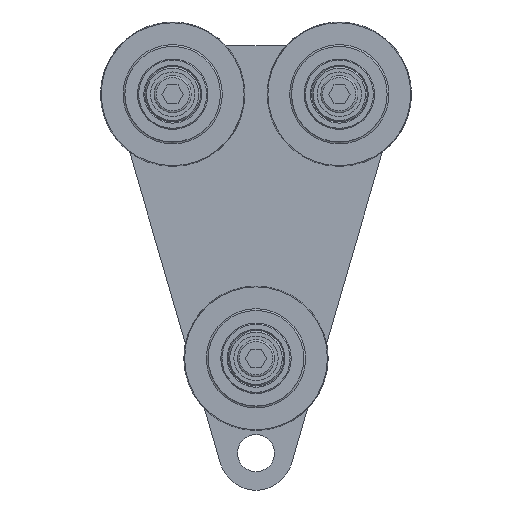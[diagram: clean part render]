
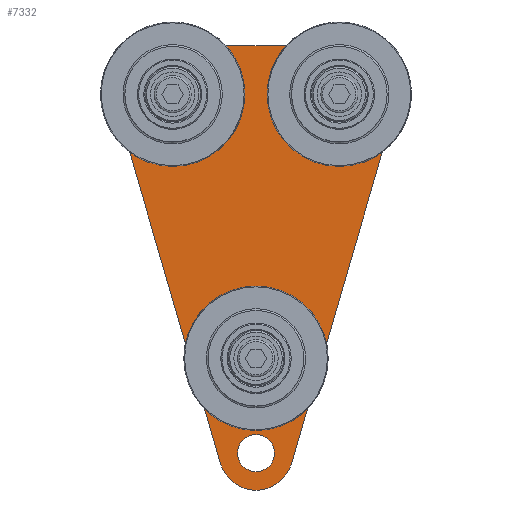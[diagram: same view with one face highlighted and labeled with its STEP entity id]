
A CAD part, front view. The second image highlights one B-rep face of the part: STEP entity #7332.
In plain terms, the highlighted planar face has unit normal (0, -1, 0).
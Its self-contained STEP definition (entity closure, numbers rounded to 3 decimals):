
#286=FACE_BOUND('',#1140,.T.);
#287=FACE_BOUND('',#1141,.T.);
#288=FACE_BOUND('',#1142,.T.);
#289=FACE_BOUND('',#1143,.T.);
#408=PLANE('',#7832);
#692=FACE_OUTER_BOUND('',#1139,.T.);
#1139=EDGE_LOOP('',(#4969,#4970,#4971,#4972,#4973,#4974));
#1140=EDGE_LOOP('',(#4975));
#1141=EDGE_LOOP('',(#4976));
#1142=EDGE_LOOP('',(#4977));
#1143=EDGE_LOOP('',(#4978));
#1708=LINE('',#11776,#2009);
#1709=LINE('',#11780,#2010);
#1710=LINE('',#11783,#2011);
#2009=VECTOR('',#9055,1.);
#2010=VECTOR('',#9058,1.);
#2011=VECTOR('',#9061,1.);
#2308=CIRCLE('',#7828,3.);
#2311=CIRCLE('',#7833,10.);
#2312=CIRCLE('',#7834,15.);
#2313=CIRCLE('',#7835,15.);
#2314=CIRCLE('',#7836,3.);
#2315=CIRCLE('',#7837,5.);
#2316=CIRCLE('',#7838,3.);
#3052=VERTEX_POINT('',#11762);
#3055=VERTEX_POINT('',#11772);
#3056=VERTEX_POINT('',#11773);
#3057=VERTEX_POINT('',#11775);
#3058=VERTEX_POINT('',#11777);
#3059=VERTEX_POINT('',#11779);
#3060=VERTEX_POINT('',#11781);
#3061=VERTEX_POINT('',#11784);
#3062=VERTEX_POINT('',#11786);
#3063=VERTEX_POINT('',#11788);
#3844=EDGE_CURVE('',#3052,#3052,#2308,.T.);
#3849=EDGE_CURVE('',#3055,#3056,#2311,.T.);
#3850=EDGE_CURVE('',#3056,#3057,#1708,.T.);
#3851=EDGE_CURVE('',#3057,#3058,#2312,.T.);
#3852=EDGE_CURVE('',#3058,#3059,#1709,.T.);
#3853=EDGE_CURVE('',#3059,#3060,#2313,.T.);
#3854=EDGE_CURVE('',#3060,#3055,#1710,.T.);
#3855=EDGE_CURVE('',#3061,#3061,#2314,.T.);
#3856=EDGE_CURVE('',#3062,#3062,#2315,.T.);
#3857=EDGE_CURVE('',#3063,#3063,#2316,.T.);
#4969=ORIENTED_EDGE('',*,*,#3849,.T.);
#4970=ORIENTED_EDGE('',*,*,#3850,.T.);
#4971=ORIENTED_EDGE('',*,*,#3851,.T.);
#4972=ORIENTED_EDGE('',*,*,#3852,.T.);
#4973=ORIENTED_EDGE('',*,*,#3853,.T.);
#4974=ORIENTED_EDGE('',*,*,#3854,.T.);
#4975=ORIENTED_EDGE('',*,*,#3855,.F.);
#4976=ORIENTED_EDGE('',*,*,#3856,.T.);
#4977=ORIENTED_EDGE('',*,*,#3857,.F.);
#4978=ORIENTED_EDGE('',*,*,#3844,.F.);
#7332=ADVANCED_FACE('',(#692,#286,#287,#288,#289),#408,.F.);
#7828=AXIS2_PLACEMENT_3D('',#11763,#9041,#9042);
#7832=AXIS2_PLACEMENT_3D('',#11771,#9051,#9052);
#7833=AXIS2_PLACEMENT_3D('',#11774,#9053,#9054);
#7834=AXIS2_PLACEMENT_3D('',#11778,#9056,#9057);
#7835=AXIS2_PLACEMENT_3D('',#11782,#9059,#9060);
#7836=AXIS2_PLACEMENT_3D('',#11785,#9062,#9063);
#7837=AXIS2_PLACEMENT_3D('',#11787,#9064,#9065);
#7838=AXIS2_PLACEMENT_3D('',#11789,#9066,#9067);
#9041=DIRECTION('center_axis',(0.,-1.,0.));
#9042=DIRECTION('ref_axis',(-1.,0.,0.));
#9051=DIRECTION('center_axis',(0.,1.,0.));
#9052=DIRECTION('ref_axis',(0.,0.,-1.));
#9053=DIRECTION('center_axis',(0.,-1.,0.));
#9054=DIRECTION('ref_axis',(-1.,0.,0.));
#9055=DIRECTION('',(0.28,0.,0.96));
#9056=DIRECTION('center_axis',(0.,-1.,0.));
#9057=DIRECTION('ref_axis',(-1.,0.,0.));
#9058=DIRECTION('',(-1.,0.,0.));
#9059=DIRECTION('center_axis',(0.,-1.,0.));
#9060=DIRECTION('ref_axis',(-1.,0.,0.));
#9061=DIRECTION('',(0.28,0.,-0.96));
#9062=DIRECTION('center_axis',(0.,-1.,0.));
#9063=DIRECTION('ref_axis',(-1.,0.,0.));
#9064=DIRECTION('center_axis',(0.,1.,0.));
#9065=DIRECTION('ref_axis',(-1.,0.,0.));
#9066=DIRECTION('center_axis',(0.,-1.,0.));
#9067=DIRECTION('ref_axis',(-1.,0.,0.));
#11762=CARTESIAN_POINT('',(3.,12.25,-58.4));
#11763=CARTESIAN_POINT('Origin',(0.,12.25,-58.4));
#11771=CARTESIAN_POINT('Origin',(0.,12.25,-21.568));
#11772=CARTESIAN_POINT('',(-9.6,12.25,-86.8));
#11773=CARTESIAN_POINT('',(9.6,12.25,-86.8));
#11774=CARTESIAN_POINT('Origin',(0.,12.25,-84.));
#11775=CARTESIAN_POINT('',(36.9,12.25,6.8));
#11776=CARTESIAN_POINT('',(31.641,12.25,-11.231));
#11777=CARTESIAN_POINT('',(22.5,12.25,26.));
#11778=CARTESIAN_POINT('Origin',(22.5,12.25,11.));
#11779=CARTESIAN_POINT('',(-22.5,12.25,26.));
#11780=CARTESIAN_POINT('',(-11.25,12.25,26.));
#11781=CARTESIAN_POINT('',(-36.9,12.25,6.8));
#11782=CARTESIAN_POINT('Origin',(-22.5,12.25,11.));
#11783=CARTESIAN_POINT('',(-17.991,12.25,-58.031));
#11784=CARTESIAN_POINT('',(25.5,12.25,12.9));
#11785=CARTESIAN_POINT('Origin',(22.5,12.25,12.9));
#11786=CARTESIAN_POINT('',(5.,12.25,-84.));
#11787=CARTESIAN_POINT('Origin',(0.,12.25,-84.));
#11788=CARTESIAN_POINT('',(-19.5,12.25,12.9));
#11789=CARTESIAN_POINT('Origin',(-22.5,12.25,12.9));
